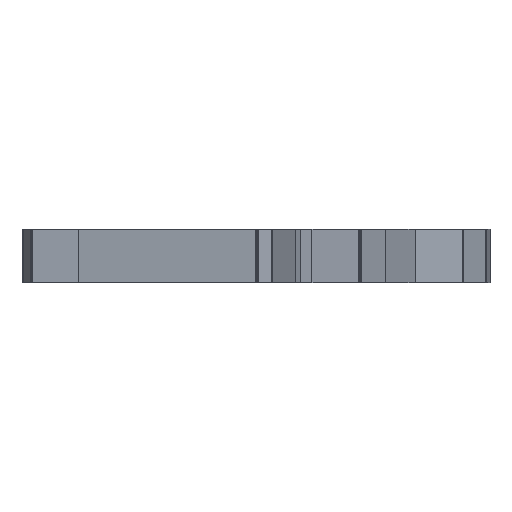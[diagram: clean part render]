
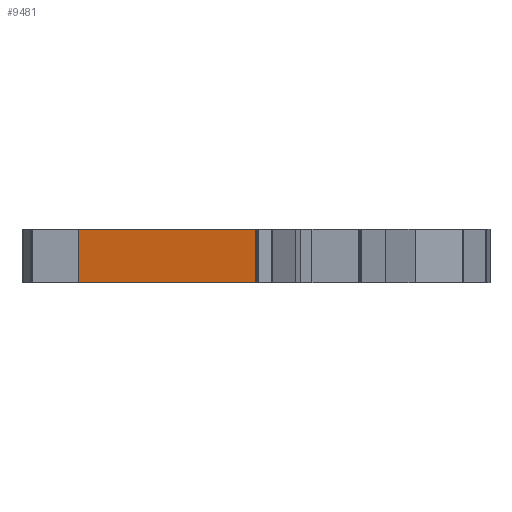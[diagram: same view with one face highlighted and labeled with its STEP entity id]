
A CAD part, left-side view. The second image highlights one B-rep face of the part: STEP entity #9481.
In plain terms, the highlighted planar face has unit normal (-0.982, 0.191, 0).
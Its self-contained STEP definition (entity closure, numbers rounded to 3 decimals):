
#15=FACE_OUTER_BOUND('',#490,.T.);
#490=EDGE_LOOP('',(#6168,#6169,#6170,#6171));
#965=LINE('',#12820,#2384);
#966=LINE('',#12822,#2385);
#967=LINE('',#12824,#2386);
#968=LINE('',#12825,#2387);
#2384=VECTOR('',#10449,10.);
#2385=VECTOR('',#10450,10.);
#2386=VECTOR('',#10451,10.);
#2387=VECTOR('',#10452,10.);
#3803=VERTEX_POINT('',#12818);
#3804=VERTEX_POINT('',#12819);
#3805=VERTEX_POINT('',#12821);
#3806=VERTEX_POINT('',#12823);
#4749=EDGE_CURVE('',#3803,#3804,#965,.T.);
#4750=EDGE_CURVE('',#3804,#3805,#966,.T.);
#4751=EDGE_CURVE('',#3806,#3805,#967,.T.);
#4752=EDGE_CURVE('',#3803,#3806,#968,.T.);
#6168=ORIENTED_EDGE('',*,*,#4749,.T.);
#6169=ORIENTED_EDGE('',*,*,#4750,.T.);
#6170=ORIENTED_EDGE('',*,*,#4751,.F.);
#6171=ORIENTED_EDGE('',*,*,#4752,.F.);
#9006=PLANE('',#9970);
#9481=ADVANCED_FACE('',(#15),#9006,.T.);
#9970=AXIS2_PLACEMENT_3D('',#12817,#10447,#10448);
#10447=DIRECTION('center_axis',(-0.982,0.191,0.));
#10448=DIRECTION('ref_axis',(0.,0.,1.));
#10449=DIRECTION('',(0.,0.,1.));
#10450=DIRECTION('',(0.191,0.982,0.));
#10451=DIRECTION('',(0.,0.,1.));
#10452=DIRECTION('',(0.191,0.982,0.));
#12817=CARTESIAN_POINT('Origin',(65.112,-112.196,14.394));
#12818=CARTESIAN_POINT('',(60.478,-136.001,0.));
#12819=CARTESIAN_POINT('',(60.478,-136.001,14.394));
#12820=CARTESIAN_POINT('',(60.478,-136.001,0.));
#12821=CARTESIAN_POINT('',(69.746,-88.391,14.394));
#12822=CARTESIAN_POINT('',(60.478,-136.001,14.394));
#12823=CARTESIAN_POINT('',(69.746,-88.391,0.));
#12824=CARTESIAN_POINT('',(69.746,-88.391,0.));
#12825=CARTESIAN_POINT('',(60.478,-136.001,0.));
